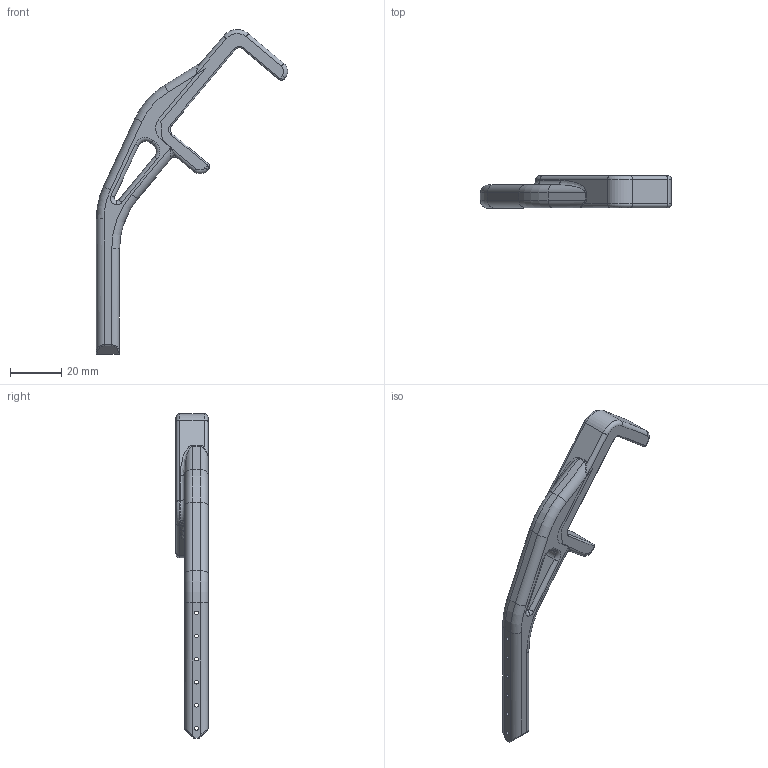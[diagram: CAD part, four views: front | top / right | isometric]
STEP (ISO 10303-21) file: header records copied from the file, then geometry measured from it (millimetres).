
FILE_DESCRIPTION(('FreeCAD Model'),'2;1');
FILE_NAME('tibia.step', '2022-11-01T23:37:42',('Author'),(''), 'Open CASCADE STEP processor 7.3','FreeCAD','Unknown');
FILE_SCHEMA(('AUTOMOTIVE_DESIGN { 1 0 10303 214 1 1 1 1 }'));
Length unit declared in the file: millimetre
Products named in the file (1): tibia-right
Bounding box: 74.64 x 12.5 x 126.73 mm (x, y, z)
Volume: 16347.4 mm3; surface area: 7698.4 mm2
Topology: 1 solids, 1 shells, 152 faces, 351 edges, 202 vertices
Faces by surface type: cylinder 75, plane 33, torus 26, bspline 18
Full cylindrical faces by diameter (mm): 1.5 x6, 1.7 x4, 3 x4
Entity records: 12952 total; most frequent: CARTESIAN_POINT 5268, DIRECTION 1162, ORIENTED_EDGE 690, PCURVE 690, DEFINITIONAL_REPRESENTATION 690, LINE 569, VECTOR 569, EDGE_CURVE 345
